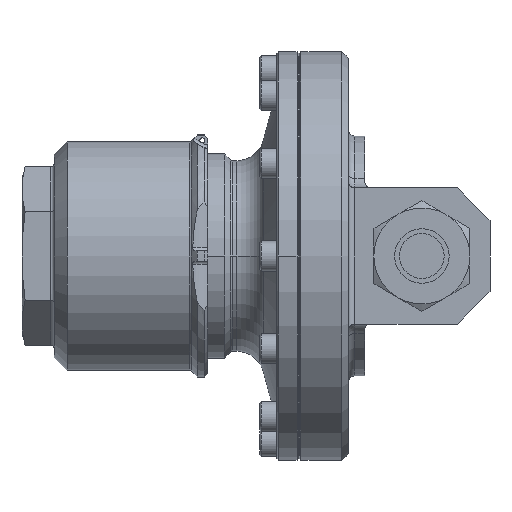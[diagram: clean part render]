
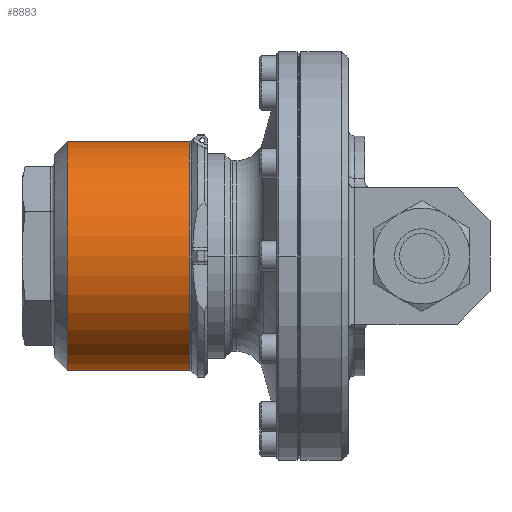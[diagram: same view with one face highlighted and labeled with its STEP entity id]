
A CAD part, left-side view. The second image highlights one B-rep face of the part: STEP entity #8883.
In plain terms, the highlighted cylindrical face has radius 26.67 mm (diameter 53.34 mm), a partial arc.
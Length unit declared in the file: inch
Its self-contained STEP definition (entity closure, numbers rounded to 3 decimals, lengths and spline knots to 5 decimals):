
#84 = EDGE_LOOP ( 'NONE', ( #2225, #31677, #10496, #33684, #23770, #31753, #7467 ) ) ;
#1509 = CARTESIAN_POINT ( 'NONE',  ( 0., 0.99125, 1.05 ) ) ;
#1649 = CARTESIAN_POINT ( 'NONE',  ( -0.02497, 0.97922, 1.04971 ) ) ;
#2094 = CARTESIAN_POINT ( 'NONE',  ( 0., 0., 0. ) ) ;
#2225 = ORIENTED_EDGE ( 'NONE', *, *, #20592, .T. ) ;
#2254 = CARTESIAN_POINT ( 'NONE',  ( 0., 0., 1.05 ) ) ;
#2727 = DIRECTION ( 'NONE',  ( 0., -1., 0. ) ) ;
#2834 = CYLINDRICAL_SURFACE ( 'NONE', #8496, 1.05 ) ;
#2877 = EDGE_CURVE ( 'NONE', #17966, #19449, #28587, .T. ) ;
#3398 = CARTESIAN_POINT ( 'NONE',  ( 0., 0.16743, -1.05 ) ) ;
#3683 = DIRECTION ( 'NONE',  ( 0., 0., -1. ) ) ;
#3798 = EDGE_CURVE ( 'NONE', #19449, #29426, #7489, .T. ) ;
#3923 = CARTESIAN_POINT ( 'NONE',  ( -0.01921, 0.93501, 1.04983 ) ) ;
#5462 = CARTESIAN_POINT ( 'NONE',  ( 0., 1.288, -1.05 ) ) ;
#6237 = CARTESIAN_POINT ( 'NONE',  ( 0., 0.92875, 1.05 ) ) ;
#7120 = DIRECTION ( 'NONE',  ( 0., -1., 0. ) ) ;
#7467 = ORIENTED_EDGE ( 'NONE', *, *, #14893, .F. ) ;
#7484 = DIRECTION ( 'NONE',  ( 0., -1., 0. ) ) ;
#7489 = CIRCLE ( 'NONE', #29756, 1.05 ) ;
#8496 = AXIS2_PLACEMENT_3D ( 'NONE', #2094, #7484, #35339 ) ;
#8883 = ADVANCED_FACE ( 'NONE', ( #17310 ), #2834, .T. ) ;
#9056 = DIRECTION ( 'NONE',  ( 0., -1., 0. ) ) ;
#9114 = CIRCLE ( 'NONE', #30869, 1.05 ) ;
#10196 = CARTESIAN_POINT ( 'NONE',  ( -0.01632, 0.98787, 1.04989 ) ) ;
#10496 = ORIENTED_EDGE ( 'NONE', *, *, #3798, .F. ) ;
#10742 = VERTEX_POINT ( 'NONE', #13926 ) ;
#12887 = DIRECTION ( 'NONE',  ( 0., 0., -1. ) ) ;
#13394 = VERTEX_POINT ( 'NONE', #32650 ) ;
#13926 = CARTESIAN_POINT ( 'NONE',  ( 0., 1.288, 1.05 ) ) ;
#14893 = EDGE_CURVE ( 'NONE', #10742, #13394, #22571, .T. ) ;
#15077 = CARTESIAN_POINT ( 'NONE',  ( -0.01575, 0.9327, 1.04989 ) ) ;
#15227 = CARTESIAN_POINT ( 'NONE',  ( 0., 0., -1.05 ) ) ;
#16024 = VECTOR ( 'NONE', #9056, 39.37008 ) ;
#17310 = FACE_OUTER_BOUND ( 'NONE', #84, .T. ) ;
#17545 = CARTESIAN_POINT ( 'NONE',  ( -0.00817, 0.92956, 1.04998 ) ) ;
#17966 = VERTEX_POINT ( 'NONE', #28959 ) ;
#18486 = CARTESIAN_POINT ( 'NONE',  ( -0.03125, 0.96413, 1.04953 ) ) ;
#19004 = EDGE_CURVE ( 'NONE', #17966, #23551, #22758, .T. ) ;
#19449 = VERTEX_POINT ( 'NONE', #27770 ) ;
#19896 = EDGE_CURVE ( 'NONE', #23551, #13394, #29261, .T. ) ;
#20592 = EDGE_CURVE ( 'NONE', #10742, #33593, #9114, .T. ) ;
#21059 = CARTESIAN_POINT ( 'NONE',  ( -0.03044, 0.96818, 1.04956 ) ) ;
#22571 = LINE ( 'NONE', #34270, #16024 ) ;
#22758 = B_SPLINE_CURVE_WITH_KNOTS ( 'NONE', 3,
 ( #6237, #28793, #17545, #15077, #3923, #26200, #23510, #29033 ),
 .UNSPECIFIED., .F., .F.,
 ( 4, 2, 2, 4 ),
 ( 0.00372, 0.00403, 0.00434, 0.00496 ),
 .UNSPECIFIED. ) ;
#23510 = CARTESIAN_POINT ( 'NONE',  ( -0.03125, 0.95175, 1.04953 ) ) ;
#23551 = VERTEX_POINT ( 'NONE', #29675 ) ;
#23770 = ORIENTED_EDGE ( 'NONE', *, *, #19004, .T. ) ;
#23824 = CARTESIAN_POINT ( 'NONE',  ( -0.00816, 0.99125, 1.05 ) ) ;
#25866 = DIRECTION ( 'NONE',  ( 0., -1., 0. ) ) ;
#26194 = EDGE_CURVE ( 'NONE', #33593, #29426, #31695, .T. ) ;
#26200 = CARTESIAN_POINT ( 'NONE',  ( -0.02786, 0.94366, 1.04965 ) ) ;
#27770 = CARTESIAN_POINT ( 'NONE',  ( 0., 0.16743, 1.05 ) ) ;
#28126 = VECTOR ( 'NONE', #2727, 39.37008 ) ;
#28587 = LINE ( 'NONE', #2254, #28126 ) ;
#28793 = CARTESIAN_POINT ( 'NONE',  ( -0.00412, 0.92875, 1.05 ) ) ;
#28959 = CARTESIAN_POINT ( 'NONE',  ( 0., 0.92875, 1.05 ) ) ;
#29033 = CARTESIAN_POINT ( 'NONE',  ( -0.03125, 0.96, 1.04953 ) ) ;
#29261 = B_SPLINE_CURVE_WITH_KNOTS ( 'NONE', 3,
 ( #35145, #18486, #21059, #35028, #1649, #10196, #23824, #1509 ),
 .UNSPECIFIED., .F., .F.,
 ( 4, 2, 2, 4 ),
 ( 0., 0.00031, 0.00062, 0.00124 ),
 .UNSPECIFIED. ) ;
#29426 = VERTEX_POINT ( 'NONE', #3398 ) ;
#29658 = CARTESIAN_POINT ( 'NONE',  ( 0., 1.288, 0. ) ) ;
#29675 = CARTESIAN_POINT ( 'NONE',  ( -0.03125, 0.96, 1.04953 ) ) ;
#29756 = AXIS2_PLACEMENT_3D ( 'NONE', #31348, #25866, #3683 ) ;
#30803 = VECTOR ( 'NONE', #34721, 39.37008 ) ;
#30869 = AXIS2_PLACEMENT_3D ( 'NONE', #29658, #7120, #12887 ) ;
#31348 = CARTESIAN_POINT ( 'NONE',  ( 0., 0.16743, 0. ) ) ;
#31677 = ORIENTED_EDGE ( 'NONE', *, *, #26194, .T. ) ;
#31695 = LINE ( 'NONE', #15227, #30803 ) ;
#31753 = ORIENTED_EDGE ( 'NONE', *, *, #19896, .T. ) ;
#32650 = CARTESIAN_POINT ( 'NONE',  ( 0., 0.99125, 1.05 ) ) ;
#33593 = VERTEX_POINT ( 'NONE', #5462 ) ;
#33684 = ORIENTED_EDGE ( 'NONE', *, *, #2877, .F. ) ;
#34270 = CARTESIAN_POINT ( 'NONE',  ( 0., 0., 1.05 ) ) ;
#34721 = DIRECTION ( 'NONE',  ( 0., -1., 0. ) ) ;
#35028 = CARTESIAN_POINT ( 'NONE',  ( -0.0273, 0.97575, 1.04965 ) ) ;
#35145 = CARTESIAN_POINT ( 'NONE',  ( -0.03125, 0.96, 1.04953 ) ) ;
#35339 = DIRECTION ( 'NONE',  ( 0., 0., -1. ) ) ;
